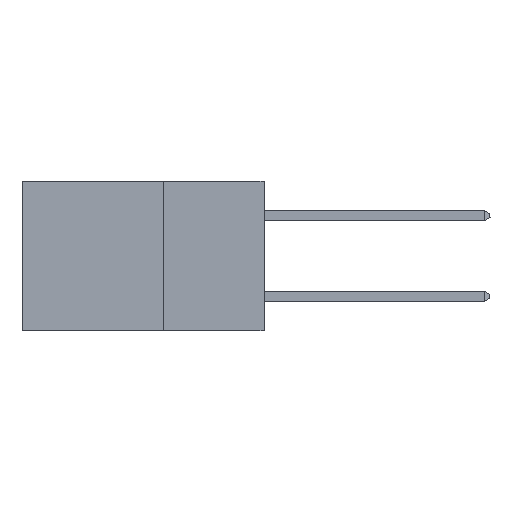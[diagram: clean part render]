
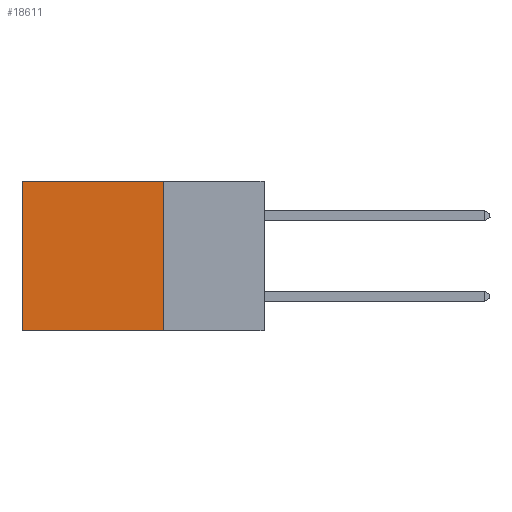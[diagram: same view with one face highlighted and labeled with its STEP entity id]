
A CAD part, left-side view. The second image highlights one B-rep face of the part: STEP entity #18611.
In plain terms, the highlighted planar face has unit normal (-1, 0, 0).
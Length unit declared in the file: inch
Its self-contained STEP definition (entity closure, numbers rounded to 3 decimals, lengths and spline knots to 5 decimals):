
#805 = FACE_OUTER_BOUND ( 'NONE', #15248, .T. ) ;
#833 = ORIENTED_EDGE ( 'NONE', *, *, #9096, .T. ) ;
#892 = VERTEX_POINT ( 'NONE', #15754 ) ;
#936 = LINE ( 'NONE', #3549, #13419 ) ;
#1242 = CARTESIAN_POINT ( 'NONE',  ( 0.298, 0.25, 0. ) ) ;
#2421 = VECTOR ( 'NONE', #4730, 39.37008 ) ;
#2471 = AXIS2_PLACEMENT_3D ( 'NONE', #15990, #3162, #14441 ) ;
#3067 = CARTESIAN_POINT ( 'NONE',  ( 0.298, 0.25, -0.37 ) ) ;
#3162 = DIRECTION ( 'NONE',  ( 1., 0., 0. ) ) ;
#3549 = CARTESIAN_POINT ( 'NONE',  ( 0.298, 0.6, 0. ) ) ;
#4702 = LINE ( 'NONE', #18116, #17081 ) ;
#4730 = DIRECTION ( 'NONE',  ( 0., 1., 0. ) ) ;
#6020 = CARTESIAN_POINT ( 'NONE',  ( 0.298, 0.6, -0.37 ) ) ;
#7202 = EDGE_CURVE ( 'NONE', #13422, #8600, #4702, .T. ) ;
#7326 = CARTESIAN_POINT ( 'NONE',  ( 0.298, 0.25, -0.37 ) ) ;
#7465 = DIRECTION ( 'NONE',  ( 0., 1., 0. ) ) ;
#8487 = DIRECTION ( 'NONE',  ( 0., 0., -1. ) ) ;
#8600 = VERTEX_POINT ( 'NONE', #7326 ) ;
#9035 = LINE ( 'NONE', #13809, #17092 ) ;
#9096 = EDGE_CURVE ( 'NONE', #892, #14630, #936, .T. ) ;
#9641 = PLANE ( 'NONE',  #2471 ) ;
#12048 = ORIENTED_EDGE ( 'NONE', *, *, #7202, .F. ) ;
#12126 = EDGE_CURVE ( 'NONE', #8600, #14630, #15312, .T. ) ;
#13219 = DIRECTION ( 'NONE',  ( 0., 0., -1. ) ) ;
#13419 = VECTOR ( 'NONE', #13219, 39.37008 ) ;
#13422 = VERTEX_POINT ( 'NONE', #1242 ) ;
#13809 = CARTESIAN_POINT ( 'NONE',  ( 0.298, 0.25, 0. ) ) ;
#14441 = DIRECTION ( 'NONE',  ( 0., 0., -1. ) ) ;
#14630 = VERTEX_POINT ( 'NONE', #6020 ) ;
#15248 = EDGE_LOOP ( 'NONE', ( #833, #17799, #12048, #15717 ) ) ;
#15312 = LINE ( 'NONE', #3067, #2421 ) ;
#15717 = ORIENTED_EDGE ( 'NONE', *, *, #18998, .T. ) ;
#15754 = CARTESIAN_POINT ( 'NONE',  ( 0.298, 0.6, 0. ) ) ;
#15990 = CARTESIAN_POINT ( 'NONE',  ( 0.298, 0.25, 0. ) ) ;
#17081 = VECTOR ( 'NONE', #8487, 39.37008 ) ;
#17092 = VECTOR ( 'NONE', #7465, 39.37008 ) ;
#17799 = ORIENTED_EDGE ( 'NONE', *, *, #12126, .F. ) ;
#18116 = CARTESIAN_POINT ( 'NONE',  ( 0.298, 0.25, 0. ) ) ;
#18611 = ADVANCED_FACE ( 'NONE', ( #805 ), #9641, .F. ) ;
#18998 = EDGE_CURVE ( 'NONE', #13422, #892, #9035, .T. ) ;
